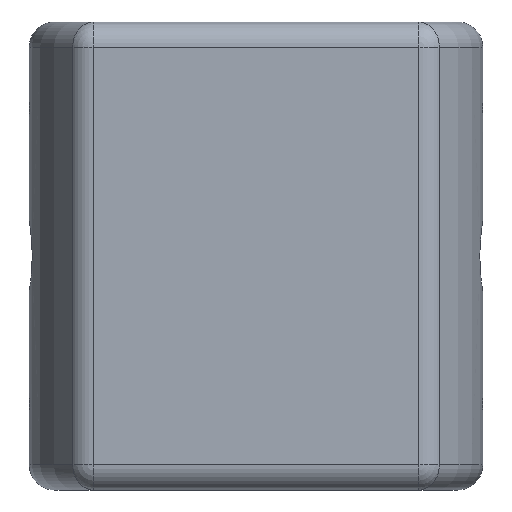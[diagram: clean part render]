
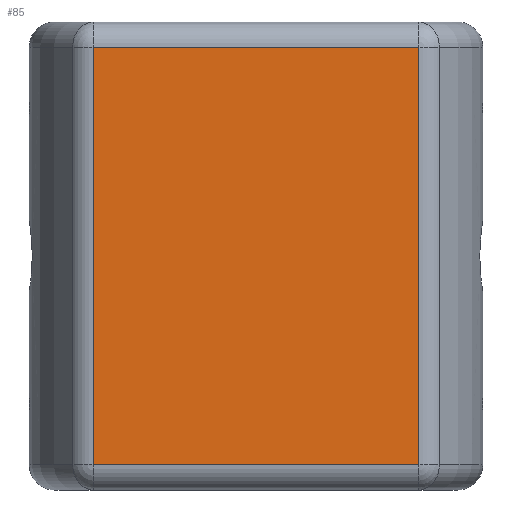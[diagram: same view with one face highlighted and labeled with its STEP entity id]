
A CAD part, front view. The second image highlights one B-rep face of the part: STEP entity #85.
In plain terms, the highlighted planar face has unit normal (0, -1, 0).
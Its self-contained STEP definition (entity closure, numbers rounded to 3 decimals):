
#29 = DIRECTION ( 'NONE',  ( 0., 0., 1. ) ) ;
#85 = ADVANCED_FACE ( 'NONE', ( #1923 ), #1480, .T. ) ;
#252 = CARTESIAN_POINT ( 'NONE',  ( 22.622, -20., 65. ) ) ;
#505 = VERTEX_POINT ( 'NONE', #604 ) ;
#604 = CARTESIAN_POINT ( 'NONE',  ( 22.622, -20., 3.5 ) ) ;
#639 = EDGE_CURVE ( 'NONE', #505, #1304, #1786, .T. ) ;
#688 = LINE ( 'NONE', #2492, #726 ) ;
#726 = VECTOR ( 'NONE', #2457, 1000. ) ;
#770 = DIRECTION ( 'NONE',  ( 1., 0., 0. ) ) ;
#881 = EDGE_LOOP ( 'NONE', ( #1291, #1626, #1031, #2823 ) ) ;
#1000 = CARTESIAN_POINT ( 'NONE',  ( -22.622, -20., 61.5 ) ) ;
#1022 = EDGE_CURVE ( 'NONE', #2177, #505, #2452, .T. ) ;
#1031 = ORIENTED_EDGE ( 'NONE', *, *, #2189, .T. ) ;
#1244 = CARTESIAN_POINT ( 'NONE',  ( 47.023, -20., 0. ) ) ;
#1291 = ORIENTED_EDGE ( 'NONE', *, *, #1022, .T. ) ;
#1304 = VERTEX_POINT ( 'NONE', #1487 ) ;
#1480 = PLANE ( 'NONE',  #2285 ) ;
#1487 = CARTESIAN_POINT ( 'NONE',  ( 22.622, -20., 61.5 ) ) ;
#1517 = EDGE_CURVE ( 'NONE', #1901, #2177, #2071, .T. ) ;
#1626 = ORIENTED_EDGE ( 'NONE', *, *, #639, .T. ) ;
#1721 = VECTOR ( 'NONE', #29, 1000. ) ;
#1786 = LINE ( 'NONE', #252, #1721 ) ;
#1821 = DIRECTION ( 'NONE',  ( 1., 0., 0. ) ) ;
#1850 = CARTESIAN_POINT ( 'NONE',  ( -22.622, -20., 0. ) ) ;
#1901 = VERTEX_POINT ( 'NONE', #1000 ) ;
#1923 = FACE_OUTER_BOUND ( 'NONE', #881, .T. ) ;
#1999 = CARTESIAN_POINT ( 'NONE',  ( 24.336, -20., 3.5 ) ) ;
#2071 = LINE ( 'NONE', #1850, #2563 ) ;
#2177 = VERTEX_POINT ( 'NONE', #2754 ) ;
#2189 = EDGE_CURVE ( 'NONE', #1304, #1901, #688, .T. ) ;
#2285 = AXIS2_PLACEMENT_3D ( 'NONE', #1244, #2598, #770 ) ;
#2452 = LINE ( 'NONE', #1999, #2710 ) ;
#2457 = DIRECTION ( 'NONE',  ( -1., 0., 0. ) ) ;
#2492 = CARTESIAN_POINT ( 'NONE',  ( 47.023, -20., 61.5 ) ) ;
#2563 = VECTOR ( 'NONE', #2746, 1000. ) ;
#2598 = DIRECTION ( 'NONE',  ( 0., -1., 0. ) ) ;
#2710 = VECTOR ( 'NONE', #1821, 1000. ) ;
#2746 = DIRECTION ( 'NONE',  ( 0., 0., -1. ) ) ;
#2754 = CARTESIAN_POINT ( 'NONE',  ( -22.622, -20., 3.5 ) ) ;
#2823 = ORIENTED_EDGE ( 'NONE', *, *, #1517, .T. ) ;
